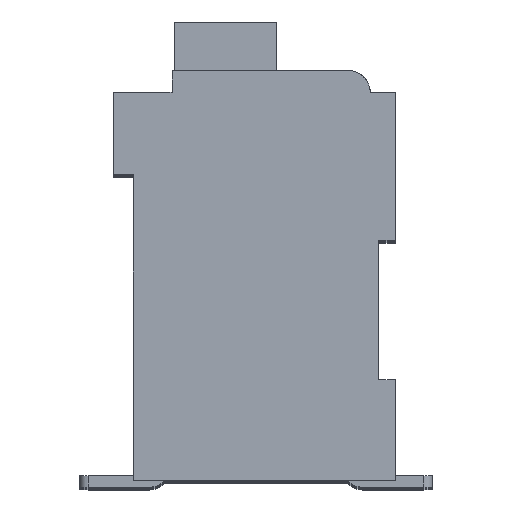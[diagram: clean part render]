
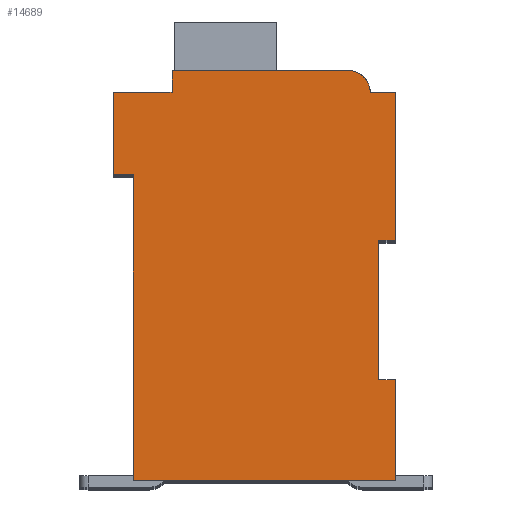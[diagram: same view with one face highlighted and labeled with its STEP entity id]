
A CAD part, top view. The second image highlights one B-rep face of the part: STEP entity #14689.
In plain terms, the highlighted planar face has unit normal (0, 0, 1).
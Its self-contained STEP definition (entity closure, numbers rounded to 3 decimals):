
#3614=DIRECTION('',(1.,0.,0.));
#3615=VECTOR('',#3614,0.5);
#3616=CARTESIAN_POINT('',(7.3,7.15,2.1));
#3617=LINE('',#3616,#3615);
#3618=DIRECTION('',(0.,1.,0.));
#3619=VECTOR('',#3618,4.15);
#3620=CARTESIAN_POINT('',(7.3,3.,2.1));
#3621=LINE('',#3620,#3619);
#3622=DIRECTION('',(-1.,0.,0.));
#3623=VECTOR('',#3622,0.5);
#3624=CARTESIAN_POINT('',(7.8,3.,2.1));
#3625=LINE('',#3624,#3623);
#3626=DIRECTION('',(0.,1.,0.));
#3627=VECTOR('',#3626,3.);
#3628=CARTESIAN_POINT('',(7.8,0.,2.1));
#3629=LINE('',#3628,#3627);
#3630=DIRECTION('',(1.,0.,0.));
#3631=VECTOR('',#3630,7.8);
#3632=CARTESIAN_POINT('',(0.,0.,2.1));
#3633=LINE('',#3632,#3631);
#3634=DIRECTION('',(0.,-1.,0.));
#3635=VECTOR('',#3634,9.1);
#3636=CARTESIAN_POINT('',(0.,9.1,2.1));
#3637=LINE('',#3636,#3635);
#3638=DIRECTION('',(1.,0.,0.));
#3639=VECTOR('',#3638,0.6);
#3640=CARTESIAN_POINT('',(-0.6,9.1,2.1));
#3641=LINE('',#3640,#3639);
#3642=DIRECTION('',(0.,-1.,0.));
#3643=VECTOR('',#3642,2.45);
#3644=CARTESIAN_POINT('',(-0.6,11.55,2.1));
#3645=LINE('',#3644,#3643);
#3646=DIRECTION('',(-1.,0.,0.));
#3647=VECTOR('',#3646,1.75);
#3648=CARTESIAN_POINT('',(1.15,11.55,2.1));
#3649=LINE('',#3648,#3647);
#3650=DIRECTION('',(0.,-1.,0.));
#3651=VECTOR('',#3650,0.65);
#3652=CARTESIAN_POINT('',(1.15,12.2,2.1));
#3653=LINE('',#3652,#3651);
#3654=DIRECTION('',(-1.,0.,0.));
#3655=VECTOR('',#3654,5.25);
#3656=CARTESIAN_POINT('',(6.4,12.2,2.1));
#3657=LINE('',#3656,#3655);
#3658=CARTESIAN_POINT('',(6.4,11.55,2.1));
#3659=DIRECTION('',(0.,0.,1.));
#3660=DIRECTION('',(1.,0.,0.));
#3661=AXIS2_PLACEMENT_3D('',#3658,#3659,#3660);
#3663=DIRECTION('',(-1.,0.,0.));
#3664=VECTOR('',#3663,0.75);
#3665=CARTESIAN_POINT('',(7.8,11.55,2.1));
#3666=LINE('',#3665,#3664);
#3667=DIRECTION('',(0.,1.,0.));
#3668=VECTOR('',#3667,4.4);
#3669=CARTESIAN_POINT('',(7.8,7.15,2.1));
#3670=LINE('',#3669,#3668);
#8399=CARTESIAN_POINT('',(7.3,7.15,2.1));
#8400=CARTESIAN_POINT('',(7.8,7.15,2.1));
#8401=VERTEX_POINT('',#8399);
#8402=VERTEX_POINT('',#8400);
#8403=CARTESIAN_POINT('',(7.8,11.55,2.1));
#8404=VERTEX_POINT('',#8403);
#8405=CARTESIAN_POINT('',(7.05,11.55,2.1));
#8406=VERTEX_POINT('',#8405);
#8407=CARTESIAN_POINT('',(6.4,12.2,2.1));
#8408=VERTEX_POINT('',#8407);
#8409=CARTESIAN_POINT('',(1.15,12.2,2.1));
#8410=VERTEX_POINT('',#8409);
#8411=CARTESIAN_POINT('',(1.15,11.55,2.1));
#8412=VERTEX_POINT('',#8411);
#8413=CARTESIAN_POINT('',(-0.6,11.55,2.1));
#8414=VERTEX_POINT('',#8413);
#8415=CARTESIAN_POINT('',(-0.6,9.1,2.1));
#8416=VERTEX_POINT('',#8415);
#8417=CARTESIAN_POINT('',(0.,9.1,2.1));
#8418=VERTEX_POINT('',#8417);
#8419=CARTESIAN_POINT('',(0.,0.,2.1));
#8420=VERTEX_POINT('',#8419);
#8421=CARTESIAN_POINT('',(7.8,0.,2.1));
#8422=VERTEX_POINT('',#8421);
#8423=CARTESIAN_POINT('',(7.8,3.,2.1));
#8424=VERTEX_POINT('',#8423);
#8425=CARTESIAN_POINT('',(7.3,3.,2.1));
#8426=VERTEX_POINT('',#8425);
#14668=CARTESIAN_POINT('',(0.,0.,2.1));
#14669=DIRECTION('',(0.,0.,1.));
#14670=DIRECTION('',(1.,0.,0.));
#14671=AXIS2_PLACEMENT_3D('',#14668,#14669,#14670);
#14672=PLANE('',#14671);
#14673=ORIENTED_EDGE('',*,*,#11040,.F.);
#14674=ORIENTED_EDGE('',*,*,#11474,.F.);
#14675=ORIENTED_EDGE('',*,*,#11798,.F.);
#14676=ORIENTED_EDGE('',*,*,#12003,.F.);
#14677=ORIENTED_EDGE('',*,*,#12248,.F.);
#14678=ORIENTED_EDGE('',*,*,#12598,.F.);
#14679=ORIENTED_EDGE('',*,*,#12720,.F.);
#14680=ORIENTED_EDGE('',*,*,#12961,.F.);
#14681=ORIENTED_EDGE('',*,*,#13249,.F.);
#14682=ORIENTED_EDGE('',*,*,#13678,.F.);
#14683=ORIENTED_EDGE('',*,*,#14008,.F.);
#14684=ORIENTED_EDGE('',*,*,#13300,.F.);
#14685=ORIENTED_EDGE('',*,*,#13549,.F.);
#14686=ORIENTED_EDGE('',*,*,#11369,.F.);
#14687=EDGE_LOOP('',(#14673,#14674,#14675,#14676,#14677,#14678,#14679,#14680,
#14681,#14682,#14683,#14684,#14685,#14686));
#14688=FACE_OUTER_BOUND('',#14687,.F.);
#3662=CIRCLE('',#3661,0.65);
#11040=EDGE_CURVE('',#8401,#8402,#3617,.T.);
#11369=EDGE_CURVE('',#8402,#8404,#3670,.T.);
#11474=EDGE_CURVE('',#8426,#8401,#3621,.T.);
#11798=EDGE_CURVE('',#8424,#8426,#3625,.T.);
#12003=EDGE_CURVE('',#8422,#8424,#3629,.T.);
#12248=EDGE_CURVE('',#8420,#8422,#3633,.T.);
#12598=EDGE_CURVE('',#8418,#8420,#3637,.T.);
#12720=EDGE_CURVE('',#8416,#8418,#3641,.T.);
#12961=EDGE_CURVE('',#8414,#8416,#3645,.T.);
#13249=EDGE_CURVE('',#8412,#8414,#3649,.T.);
#13300=EDGE_CURVE('',#8406,#8408,#3662,.T.);
#13549=EDGE_CURVE('',#8404,#8406,#3666,.T.);
#13678=EDGE_CURVE('',#8410,#8412,#3653,.T.);
#14008=EDGE_CURVE('',#8408,#8410,#3657,.T.);
#14689=ADVANCED_FACE('',(#14688),#14672,.T.);
